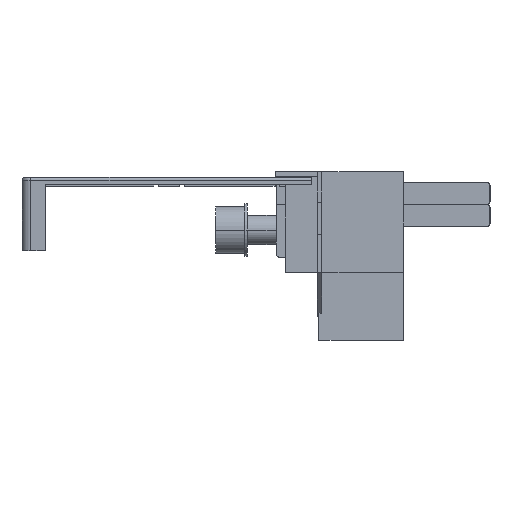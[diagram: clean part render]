
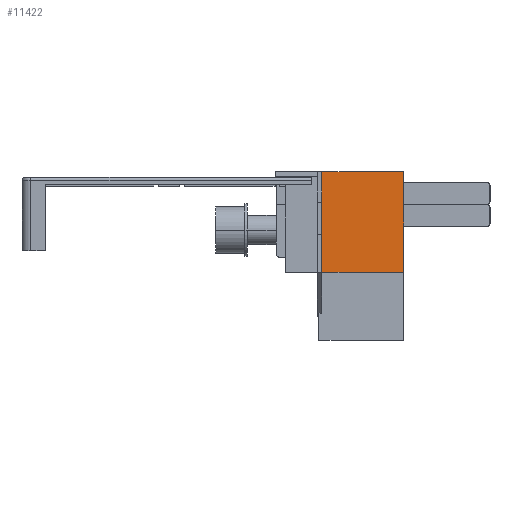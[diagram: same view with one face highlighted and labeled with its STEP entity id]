
A CAD part, left-side view. The second image highlights one B-rep face of the part: STEP entity #11422.
In plain terms, the highlighted planar face has unit normal (-1, 0, 0).
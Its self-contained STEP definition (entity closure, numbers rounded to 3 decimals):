
#11404=AXIS2_PLACEMENT_3D('Plane Axis2P3D',#11401,#11402,#11403) ;
#11193=CARTESIAN_POINT('Vertex',(-95.25,-29.5,239.)) ;
#11198=CARTESIAN_POINT('Line Origine',(-95.25,-15.5,239.)) ;
#11202=CARTESIAN_POINT('Vertex',(-95.25,-1.5,239.)) ;
#11299=CARTESIAN_POINT('Vertex',(-95.25,-1.5,273.5)) ;
#11304=CARTESIAN_POINT('Line Origine',(-95.25,-15.5,273.5)) ;
#11308=CARTESIAN_POINT('Vertex',(-95.25,-29.5,273.5)) ;
#11401=CARTESIAN_POINT('Axis2P3D Location',(-95.25,-1.5,273.5)) ;
#11406=CARTESIAN_POINT('Line Origine',(-95.25,-1.5,256.25)) ;
#11411=CARTESIAN_POINT('Line Origine',(-95.25,-29.5,256.25)) ;
#11199=DIRECTION('Vector Direction',(0.,-1.,0.)) ;
#11305=DIRECTION('Vector Direction',(0.,-1.,0.)) ;
#11402=DIRECTION('Axis2P3D Direction',(-1.,0.,0.)) ;
#11403=DIRECTION('Axis2P3D XDirection',(0.,0.,-1.)) ;
#11407=DIRECTION('Vector Direction',(0.,0.,-1.)) ;
#11412=DIRECTION('Vector Direction',(0.,0.,-1.)) ;
#11200=VECTOR('Line Direction',#11199,1.) ;
#11306=VECTOR('Line Direction',#11305,1.) ;
#11408=VECTOR('Line Direction',#11407,1.) ;
#11413=VECTOR('Line Direction',#11412,1.) ;
#11417=ORIENTED_EDGE('',*,*,#11310,.F.) ;
#11418=ORIENTED_EDGE('',*,*,#11410,.T.) ;
#11419=ORIENTED_EDGE('',*,*,#11204,.T.) ;
#11420=ORIENTED_EDGE('',*,*,#11415,.F.) ;
#11422=ADVANCED_FACE('RA4756001_1PA_001_03_TASSELLO_ATTACCHI_POSTERIORI_ORIENTABILI',(#11421),#11405,.T.) ;
#11204=EDGE_CURVE('',#11203,#11194,#11201,.T.) ;
#11310=EDGE_CURVE('',#11300,#11309,#11307,.T.) ;
#11410=EDGE_CURVE('',#11300,#11203,#11409,.T.) ;
#11415=EDGE_CURVE('',#11309,#11194,#11414,.T.) ;
#11416=EDGE_LOOP('',(#11417,#11418,#11419,#11420)) ;
#11421=FACE_OUTER_BOUND('',#11416,.T.) ;
#11201=LINE('Line',#11198,#11200) ;
#11307=LINE('Line',#11304,#11306) ;
#11409=LINE('Line',#11406,#11408) ;
#11414=LINE('Line',#11411,#11413) ;
#11405=PLANE('',#11404) ;
#11194=VERTEX_POINT('',#11193) ;
#11203=VERTEX_POINT('',#11202) ;
#11300=VERTEX_POINT('',#11299) ;
#11309=VERTEX_POINT('',#11308) ;
